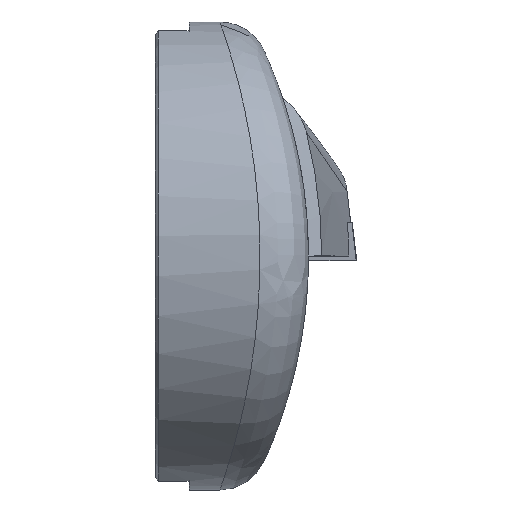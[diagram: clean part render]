
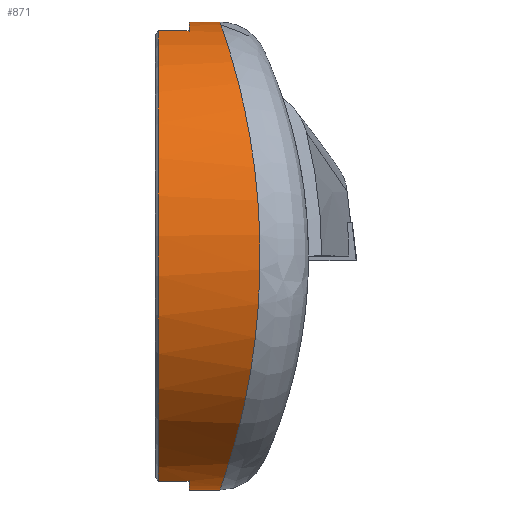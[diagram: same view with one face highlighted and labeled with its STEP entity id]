
A CAD part, left-side view. The second image highlights one B-rep face of the part: STEP entity #871.
In plain terms, the highlighted cylindrical face has radius 14.5 mm (diameter 29 mm), a partial arc.
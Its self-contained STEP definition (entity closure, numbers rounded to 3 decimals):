
#653=VERTEX_POINT('NONE',#1848);
#719=EDGE_CURVE('NONE',#1599,#859,#1924,.F.);
#847=EDGE_CURVE('NONE',#1597,#1753,#2070,.F.);
#859=VERTEX_POINT('NONE',#2083);
#865=EDGE_CURVE('NONE',#653,#1255,#2089,.T.);
#871=ADVANCED_FACE('NONE',(#2095),#2096,.T.);
#997=EDGE_CURVE('NONE',#1087,#1599,#2234,.T.);
#1051=EDGE_CURVE('NONE',#1115,#1211,#2293,.F.);
#1087=VERTEX_POINT('NONE',#2332);
#1115=VERTEX_POINT('NONE',#2362);
#1211=VERTEX_POINT('NONE',#2463);
#1255=VERTEX_POINT('NONE',#2512);
#1501=EDGE_CURVE('NONE',#1753,#1087,#2787,.F.);
#1565=EDGE_CURVE('NONE',#1597,#1211,#2857,.T.);
#1597=VERTEX_POINT('NONE',#2890);
#1599=VERTEX_POINT('NONE',#2892);
#1673=EDGE_CURVE('NONE',#1255,#1115,#2973,.F.);
#1753=VERTEX_POINT('NONE',#3060);
#1775=EDGE_CURVE('NONE',#859,#653,#3086,.F.);
#1848=CARTESIAN_POINT('',(-3.95,-0.2,13.952));
#1924=CIRCLE('',#3774,14.5);
#2070=B_SPLINE_CURVE_WITH_KNOTS('',3,(#4417,#4418,#4419,#4420,#4421,#4422,#4423,#4424,#4425,#4426,#4427,#4428,#4429,#4430,#4431,#4432,#4433,#4434,#4435,#4436,#4437,#4438,#4439,#4440,#4441,#4442,#4443,#4444,#4445,#4446,#4447,#4448,#4449,#4450,#4451,#4452,#4453,#4454,#4455,#4456,#4457,#4458,#4459,#4460,#4461,#4462,#4463,#4464),.UNSPECIFIED.,.F.,.F.,(4,2,2,2,2,2,2,2,2,2,2,2,2,2,2,2,2,2,2,2,2,2,2,4),(-0.061,-0.058,-0.057,-0.055,-0.053,-0.05,-0.048,-0.047,-0.044,-0.043,-0.041,-0.04,-0.038,-0.035,-0.033,-0.03,-0.028,-0.027,-0.024,-0.022,-0.021,-0.02,-0.018,-0.015),.UNSPECIFIED.);
#2083=CARTESIAN_POINT('',(-3.95,-2.1,13.952));
#2089=CIRCLE('',#4548,14.5);
#2095=FACE_OUTER_BOUND('',#4556,.T.);
#2096=CYLINDRICAL_SURFACE('',#4557,14.5);
#2234=LINE('',#5303,#5304);
#2293=CIRCLE('',#5386,14.5);
#2332=CARTESIAN_POINT('',(0.,-3.938,14.5));
#2362=CARTESIAN_POINT('',(-3.95,-2.1,-13.952));
#2463=CARTESIAN_POINT('',(0.,-2.1,-14.5));
#2512=CARTESIAN_POINT('',(-3.95,-0.2,-13.952));
#2787=B_SPLINE_CURVE_WITH_KNOTS('',3,(#6404,#6405,#6406,#6407),.UNSPECIFIED.,.F.,.F.,(4,4),(0.,-0.0),.UNSPECIFIED.);
#2857=LINE('',#6516,#6517);
#2890=CARTESIAN_POINT('',(0.,-4.005,-14.5));
#2892=CARTESIAN_POINT('',(0.,-2.1,14.5));
#2973=LINE('',#6708,#6709);
#3060=CARTESIAN_POINT('',(-0.002,-4.005,14.5));
#3086=LINE('',#6913,#6914);
#3774=AXIS2_PLACEMENT_3D('',#7076,#7077,#7078);
#4417=CARTESIAN_POINT('',(-0.002,-4.005,14.5));
#4418=CARTESIAN_POINT('',(-0.967,-4.005,14.5));
#4419=CARTESIAN_POINT('',(-1.919,-4.04,14.404));
#4420=CARTESIAN_POINT('',(-3.328,-4.14,14.121));
#4421=CARTESIAN_POINT('',(-3.795,-4.181,14.003));
#4422=CARTESIAN_POINT('',(-4.704,-4.277,13.724));
#4423=CARTESIAN_POINT('',(-5.149,-4.331,13.563));
#4424=CARTESIAN_POINT('',(-6.453,-4.509,13.019));
#4425=CARTESIAN_POINT('',(-7.285,-4.65,12.573));
#4426=CARTESIAN_POINT('',(-8.864,-4.958,11.515));
#4427=CARTESIAN_POINT('',(-9.589,-5.12,10.917));
#4428=CARTESIAN_POINT('',(-10.584,-5.362,9.923));
#4429=CARTESIAN_POINT('',(-10.9,-5.443,9.574));
#4430=CARTESIAN_POINT('',(-11.501,-5.601,8.843));
#4431=CARTESIAN_POINT('',(-11.785,-5.678,8.461));
#4432=CARTESIAN_POINT('',(-12.574,-5.9,7.283));
#4433=CARTESIAN_POINT('',(-13.02,-6.033,6.452));
#4434=CARTESIAN_POINT('',(-13.568,-6.202,5.135));
#4435=CARTESIAN_POINT('',(-13.731,-6.253,4.682));
#4436=CARTESIAN_POINT('',(-14.009,-6.341,3.77));
#4437=CARTESIAN_POINT('',(-14.125,-6.378,3.309));
#4438=CARTESIAN_POINT('',(-14.312,-6.438,2.378));
#4439=CARTESIAN_POINT('',(-14.382,-6.461,1.908));
#4440=CARTESIAN_POINT('',(-14.476,-6.492,0.957));
#4441=CARTESIAN_POINT('',(-14.5,-6.5,0.474));
#4442=CARTESIAN_POINT('',(-14.5,-6.5,-0.966));
#4443=CARTESIAN_POINT('',(-14.405,-6.468,-1.912));
#4444=CARTESIAN_POINT('',(-14.031,-6.348,-3.78));
#4445=CARTESIAN_POINT('',(-13.748,-6.257,-4.707));
#4446=CARTESIAN_POINT('',(-13.012,-6.031,-6.469));
#4447=CARTESIAN_POINT('',(-12.565,-5.897,-7.298));
#4448=CARTESIAN_POINT('',(-11.78,-5.677,-8.467));
#4449=CARTESIAN_POINT('',(-11.499,-5.6,-8.845));
#4450=CARTESIAN_POINT('',(-10.899,-5.442,-9.575));
#4451=CARTESIAN_POINT('',(-10.578,-5.361,-9.928));
#4452=CARTESIAN_POINT('',(-9.578,-5.118,-10.927));
#4453=CARTESIAN_POINT('',(-8.853,-4.956,-11.522));
#4454=CARTESIAN_POINT('',(-7.677,-4.727,-12.31));
#4455=CARTESIAN_POINT('',(-7.267,-4.652,-12.556));
#4456=CARTESIAN_POINT('',(-6.43,-4.513,-13.005));
#4457=CARTESIAN_POINT('',(-6.003,-4.448,-13.207));
#4458=CARTESIAN_POINT('',(-5.13,-4.328,-13.57));
#4459=CARTESIAN_POINT('',(-4.685,-4.274,-13.731));
#4460=CARTESIAN_POINT('',(-3.775,-4.179,-14.008));
#4461=CARTESIAN_POINT('',(-3.309,-4.138,-14.126));
#4462=CARTESIAN_POINT('',(-1.899,-4.039,-14.407));
#4463=CARTESIAN_POINT('',(-0.953,-4.005,-14.5));
#4464=CARTESIAN_POINT('',(0.,-4.005,-14.5));
#4548=AXIS2_PLACEMENT_3D('',#7276,#7277,#7278);
#4556=EDGE_LOOP('',(#7281,#7282,#7283,#7284,#7285,#7286,#7287,#7288,#7289));
#4557=AXIS2_PLACEMENT_3D('',#7290,#7291,#7292);
#5303=CARTESIAN_POINT('',(0.,-30.0,14.5));
#5304=VECTOR('',#7441,1.0);
#5386=AXIS2_PLACEMENT_3D('',#7500,#7501,#7502);
#6404=CARTESIAN_POINT('',(0.,-3.938,14.5));
#6405=CARTESIAN_POINT('',(0.,-3.96,14.5));
#6406=CARTESIAN_POINT('',(-0.001,-3.983,14.5));
#6407=CARTESIAN_POINT('',(-0.002,-4.005,14.5));
#6516=CARTESIAN_POINT('',(0.,-30.0,-14.5));
#6517=VECTOR('',#8157,1000.0);
#6708=CARTESIAN_POINT('',(-3.95,-30.0,-13.952));
#6709=VECTOR('',#8283,1.0);
#6913=CARTESIAN_POINT('',(-3.95,-30.0,13.952));
#6914=VECTOR('',#8423,1.0);
#7076=CARTESIAN_POINT('',(0.0,-2.1,0.0));
#7077=DIRECTION('',(0.0,1.0,0.0));
#7078=DIRECTION('',(0.,0.0,-1.0));
#7276=CARTESIAN_POINT('',(0.0,-0.2,0.0));
#7277=DIRECTION('',(0.0,-1.0,-0.0));
#7278=DIRECTION('',(0.,0.0,-1.0));
#7281=ORIENTED_EDGE('',*,*,#1565,.F.);
#7282=ORIENTED_EDGE('',*,*,#847,.T.);
#7283=ORIENTED_EDGE('',*,*,#1501,.T.);
#7284=ORIENTED_EDGE('',*,*,#997,.T.);
#7285=ORIENTED_EDGE('',*,*,#719,.T.);
#7286=ORIENTED_EDGE('',*,*,#1775,.T.);
#7287=ORIENTED_EDGE('',*,*,#865,.T.);
#7288=ORIENTED_EDGE('',*,*,#1673,.T.);
#7289=ORIENTED_EDGE('',*,*,#1051,.T.);
#7290=CARTESIAN_POINT('',(0.0,-30.0,0.0));
#7291=DIRECTION('',(-0.0,1.0,0.0));
#7292=DIRECTION('',(0.,0.0,-1.0));
#7441=DIRECTION('',(-0.0,1.0,0.0));
#7500=CARTESIAN_POINT('',(0.0,-2.1,0.0));
#7501=DIRECTION('',(0.0,1.0,0.0));
#7502=DIRECTION('',(0.,0.0,-1.0));
#8157=DIRECTION('',(0.0,1.0,0.0));
#8283=DIRECTION('',(-0.0,1.0,0.0));
#8423=DIRECTION('',(0.0,-1.0,0.0));
